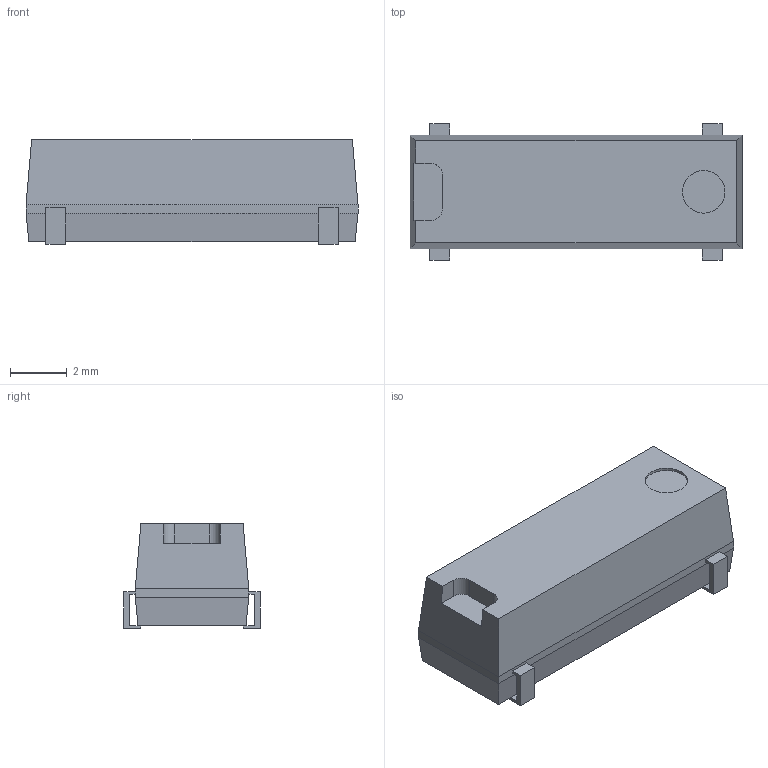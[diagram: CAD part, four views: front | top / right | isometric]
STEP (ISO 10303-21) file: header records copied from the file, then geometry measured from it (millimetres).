
FILE_DESCRIPTION(('FreeCAD Model'),'2;1');
FILE_NAME('Crystal_SMD_SeikoEpson_MA406-4Pin_11.7x4.0mm.step','2018-10-28T17:23:16',( 'kicad StepUp'),('ksu MCAD'),'Open CASCADE STEP processor 7.1', 'FreeCAD','Unknown');
FILE_SCHEMA(('AUTOMOTIVE_DESIGN { 1 0 10303 214 1 1 1 1 }'));
Length unit declared in the file: millimetre
Products named in the file (1): Crystal_SMD_SeikoEpson_MA406-4Pin_11.7x4.0mm
Bounding box: 11.7 x 4.8 x 3.7 mm (x, y, z)
Volume: 159.2 mm3; surface area: 210.5 mm2
Topology: 1 solids, 1 shells, 58 faces, 161 edges, 102 vertices
Faces by surface type: plane 55, cylinder 3
Full cylindrical faces by diameter (mm): 1.5 x1
Entity records: 2238 total; most frequent: CARTESIAN_POINT 322, ORIENTED_EDGE 322, DIRECTION 285, EDGE_CURVE 161, LINE 155, VECTOR 155, VERTEX_POINT 102, AXIS2_PLACEMENT_3D 65
